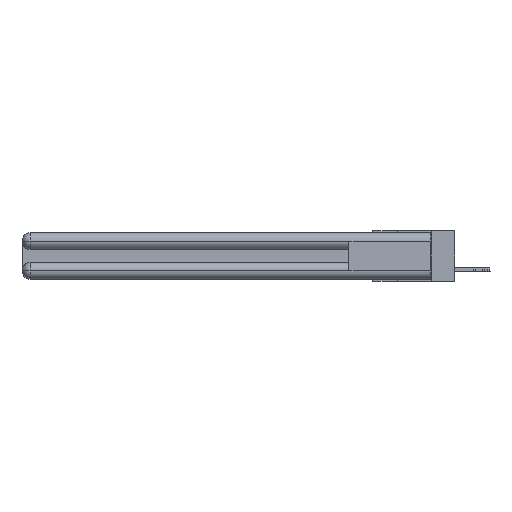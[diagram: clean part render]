
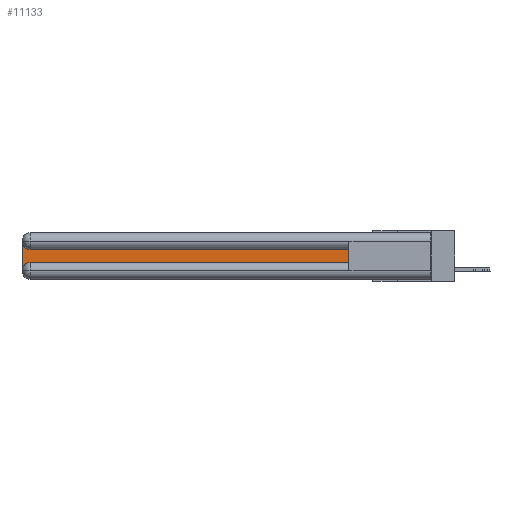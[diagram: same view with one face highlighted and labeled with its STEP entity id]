
A CAD part, left-side view. The second image highlights one B-rep face of the part: STEP entity #11133.
In plain terms, the highlighted planar face has unit normal (-1, 0, 0).
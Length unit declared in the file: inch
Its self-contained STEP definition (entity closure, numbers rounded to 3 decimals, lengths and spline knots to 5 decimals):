
#333 = VERTEX_POINT ( 'NONE', #20894 ) ;
#951 = DIRECTION ( 'NONE',  ( 0., 1., 0. ) ) ;
#1793 = DIRECTION ( 'NONE',  ( 0., 0., -1. ) ) ;
#2130 = AXIS2_PLACEMENT_3D ( 'NONE', #28746, #19197, #1793 ) ;
#2608 = EDGE_CURVE ( 'NONE', #14873, #16031, #23425, .T. ) ;
#2916 = CARTESIAN_POINT ( 'NONE',  ( 0.075, 0.6, -0.1225 ) ) ;
#2918 = FACE_OUTER_BOUND ( 'NONE', #8633, .T. ) ;
#3294 = VERTEX_POINT ( 'NONE', #11150 ) ;
#3377 = LINE ( 'NONE', #12392, #17022 ) ;
#6010 = CARTESIAN_POINT ( 'NONE',  ( 0.075, 3., -0.0625 ) ) ;
#6726 = AXIS2_PLACEMENT_3D ( 'NONE', #24954, #10329, #17649 ) ;
#8409 = CIRCLE ( 'NONE', #2130, 0.06 ) ;
#8633 = EDGE_LOOP ( 'NONE', ( #17813, #13771, #10806, #18957, #24554, #13359 ) ) ;
#8791 = VECTOR ( 'NONE', #13098, 39.37008 ) ;
#9370 = VECTOR ( 'NONE', #951, 39.37008 ) ;
#10329 = DIRECTION ( 'NONE',  ( 1., 0., 0. ) ) ;
#10806 = ORIENTED_EDGE ( 'NONE', *, *, #26016, .T. ) ;
#11133 = ADVANCED_FACE ( 'NONE', ( #2918 ), #17027, .F. ) ;
#11150 = CARTESIAN_POINT ( 'NONE',  ( 0.075, 0.6, -0.1225 ) ) ;
#12351 = VECTOR ( 'NONE', #18656, 39.37008 ) ;
#12392 = CARTESIAN_POINT ( 'NONE',  ( 0.075, 0.6, -0.2175 ) ) ;
#13098 = DIRECTION ( 'NONE',  ( 0., 0., 1. ) ) ;
#13359 = ORIENTED_EDGE ( 'NONE', *, *, #25486, .T. ) ;
#13771 = ORIENTED_EDGE ( 'NONE', *, *, #2608, .T. ) ;
#14873 = VERTEX_POINT ( 'NONE', #17468 ) ;
#15888 = CARTESIAN_POINT ( 'NONE',  ( 0.075, 3., -0.2775 ) ) ;
#15964 = DIRECTION ( 'NONE',  ( 1., 0., 0. ) ) ;
#16031 = VERTEX_POINT ( 'NONE', #6010 ) ;
#16803 = DIRECTION ( 'NONE',  ( 0., 0., -1. ) ) ;
#17022 = VECTOR ( 'NONE', #29111, 39.37008 ) ;
#17027 = PLANE ( 'NONE',  #6726 ) ;
#17468 = CARTESIAN_POINT ( 'NONE',  ( 0.075, 2.94, -0.1225 ) ) ;
#17649 = DIRECTION ( 'NONE',  ( 0., 0., -1. ) ) ;
#17813 = ORIENTED_EDGE ( 'NONE', *, *, #22382, .T. ) ;
#18656 = DIRECTION ( 'NONE',  ( 0., 0., -1. ) ) ;
#18957 = ORIENTED_EDGE ( 'NONE', *, *, #29450, .T. ) ;
#19047 = CARTESIAN_POINT ( 'NONE',  ( 0.075, 3., -0.2175 ) ) ;
#19197 = DIRECTION ( 'NONE',  ( 1., 0., 0. ) ) ;
#20894 = CARTESIAN_POINT ( 'NONE',  ( 0.075, 2.94, -0.2175 ) ) ;
#21299 = LINE ( 'NONE', #27788, #8791 ) ;
#22382 = EDGE_CURVE ( 'NONE', #3294, #14873, #27151, .T. ) ;
#23425 = CIRCLE ( 'NONE', #24738, 0.06 ) ;
#24204 = VERTEX_POINT ( 'NONE', #26985 ) ;
#24554 = ORIENTED_EDGE ( 'NONE', *, *, #30890, .T. ) ;
#24738 = AXIS2_PLACEMENT_3D ( 'NONE', #30483, #15964, #16803 ) ;
#24954 = CARTESIAN_POINT ( 'NONE',  ( 0.075, 3., -0.1225 ) ) ;
#25299 = VERTEX_POINT ( 'NONE', #15888 ) ;
#25486 = EDGE_CURVE ( 'NONE', #24204, #3294, #21299, .T. ) ;
#26016 = EDGE_CURVE ( 'NONE', #16031, #25299, #30137, .T. ) ;
#26985 = CARTESIAN_POINT ( 'NONE',  ( 0.075, 0.6, -0.2175 ) ) ;
#27151 = LINE ( 'NONE', #2916, #9370 ) ;
#27788 = CARTESIAN_POINT ( 'NONE',  ( 0.075, 0.6, -0.2175 ) ) ;
#28746 = CARTESIAN_POINT ( 'NONE',  ( 0.075, 2.94, -0.2775 ) ) ;
#29111 = DIRECTION ( 'NONE',  ( 0., -1., 0. ) ) ;
#29450 = EDGE_CURVE ( 'NONE', #25299, #333, #8409, .T. ) ;
#30137 = LINE ( 'NONE', #19047, #12351 ) ;
#30483 = CARTESIAN_POINT ( 'NONE',  ( 0.075, 2.94, -0.0625 ) ) ;
#30890 = EDGE_CURVE ( 'NONE', #333, #24204, #3377, .T. ) ;
